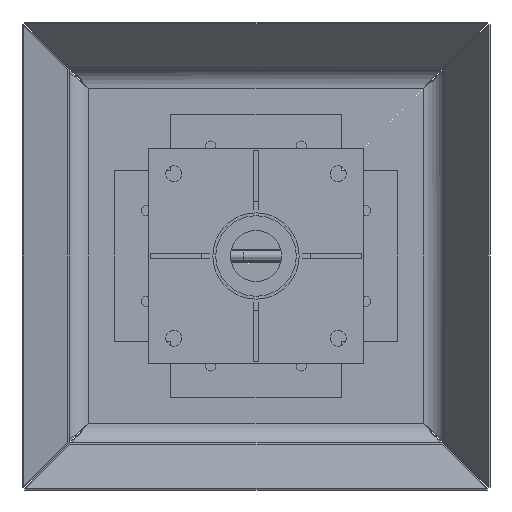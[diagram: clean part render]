
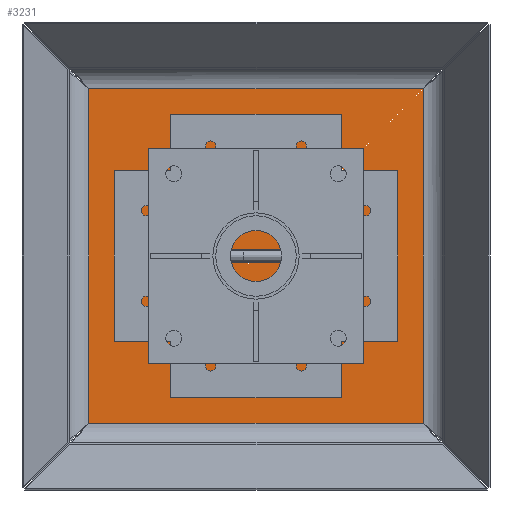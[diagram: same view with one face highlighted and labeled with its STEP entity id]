
A CAD part, front view. The second image highlights one B-rep face of the part: STEP entity #3231.
In plain terms, the highlighted planar face has unit normal (0, -1, 0).
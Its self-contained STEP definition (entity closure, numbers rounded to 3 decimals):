
#247 = CARTESIAN_POINT ( 'NONE',  ( 0., 5560., -147.298 ) ) ;
#288 = DIRECTION ( 'NONE',  ( 0., 1., 0. ) ) ;
#686 = DIRECTION ( 'NONE',  ( 0., 0., -1. ) ) ;
#721 = DIRECTION ( 'NONE',  ( 0., 0., 1. ) ) ;
#1052 = VERTEX_POINT ( 'NONE', #2470 ) ;
#1246 = CARTESIAN_POINT ( 'NONE',  ( 0., 5560., 147.298 ) ) ;
#1824 = LINE ( 'NONE', #247, #5978 ) ;
#2470 = CARTESIAN_POINT ( 'NONE',  ( -147.298, 5560., 147.298 ) ) ;
#2613 = FACE_OUTER_BOUND ( 'NONE', #4717, .T. ) ;
#3231 = ADVANCED_FACE ( 'NONE', ( #2613 ), #3511, .F. ) ;
#3481 = DIRECTION ( 'NONE',  ( 1., 0., 0. ) ) ;
#3511 = PLANE ( 'NONE',  #8882 ) ;
#3566 = VERTEX_POINT ( 'NONE', #5674 ) ;
#3786 = CARTESIAN_POINT ( 'NONE',  ( 147.298, 5560., -147.298 ) ) ;
#4015 = ORIENTED_EDGE ( 'NONE', *, *, #7243, .F. ) ;
#4189 = DIRECTION ( 'NONE',  ( -1., 0., 0. ) ) ;
#4307 = ORIENTED_EDGE ( 'NONE', *, *, #10483, .F. ) ;
#4476 = ORIENTED_EDGE ( 'NONE', *, *, #4745, .F. ) ;
#4651 = VECTOR ( 'NONE', #7407, 1000. ) ;
#4717 = EDGE_LOOP ( 'NONE', ( #4307, #7360, #4476, #4015 ) ) ;
#4745 = EDGE_CURVE ( 'NONE', #1052, #3566, #10038, .T. ) ;
#4950 = VECTOR ( 'NONE', #3481, 1000. ) ;
#4966 = VECTOR ( 'NONE', #686, 1000. ) ;
#5252 = LINE ( 'NONE', #5996, #4966 ) ;
#5601 = VERTEX_POINT ( 'NONE', #6218 ) ;
#5674 = CARTESIAN_POINT ( 'NONE',  ( 147.298, 5560., 147.298 ) ) ;
#5978 = VECTOR ( 'NONE', #4189, 1000. ) ;
#5996 = CARTESIAN_POINT ( 'NONE',  ( 147.298, 5560., 0. ) ) ;
#6218 = CARTESIAN_POINT ( 'NONE',  ( -147.298, 5560., -147.298 ) ) ;
#6689 = VERTEX_POINT ( 'NONE', #3786 ) ;
#7243 = EDGE_CURVE ( 'NONE', #5601, #1052, #11552, .T. ) ;
#7360 = ORIENTED_EDGE ( 'NONE', *, *, #10882, .F. ) ;
#7407 = DIRECTION ( 'NONE',  ( 0., 0., 1. ) ) ;
#8417 = CARTESIAN_POINT ( 'NONE',  ( -147.298, 5560., 0. ) ) ;
#8882 = AXIS2_PLACEMENT_3D ( 'NONE', #10476, #288, #721 ) ;
#10038 = LINE ( 'NONE', #1246, #4950 ) ;
#10476 = CARTESIAN_POINT ( 'NONE',  ( 0., 5560., 0. ) ) ;
#10483 = EDGE_CURVE ( 'NONE', #6689, #5601, #1824, .T. ) ;
#10882 = EDGE_CURVE ( 'NONE', #3566, #6689, #5252, .T. ) ;
#11552 = LINE ( 'NONE', #8417, #4651 ) ;
